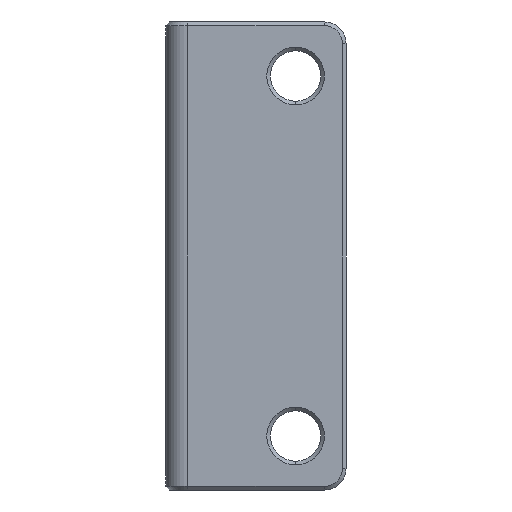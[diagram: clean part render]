
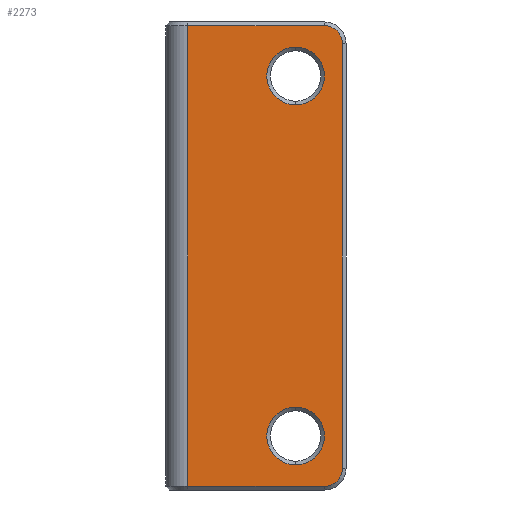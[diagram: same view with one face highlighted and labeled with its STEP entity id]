
A CAD part, front view. The second image highlights one B-rep face of the part: STEP entity #2273.
In plain terms, the highlighted planar face has unit normal (0, -1, 0).
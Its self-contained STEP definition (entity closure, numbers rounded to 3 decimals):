
#1 = VECTOR ( 'NONE', #1475, 1000. ) ;
#87 = CARTESIAN_POINT ( 'NONE',  ( 3., 0., 32. ) ) ;
#123 = EDGE_CURVE ( 'NONE', #2139, #1670, #2146, .T. ) ;
#180 = AXIS2_PLACEMENT_3D ( 'NONE', #1786, #234, #1163 ) ;
#197 = ORIENTED_EDGE ( 'NONE', *, *, #2203, .T. ) ;
#233 = DIRECTION ( 'NONE',  ( 0., -1., 0. ) ) ;
#234 = DIRECTION ( 'NONE',  ( 0., -1., 0. ) ) ;
#294 = CARTESIAN_POINT ( 'NONE',  ( 18., 0., 21. ) ) ;
#338 = CARTESIAN_POINT ( 'NONE',  ( 24.5, 0., 32.5 ) ) ;
#368 = EDGE_CURVE ( 'NONE', #1670, #2139, #2427, .T. ) ;
#371 = FACE_BOUND ( 'NONE', #1043, .T. ) ;
#392 = DIRECTION ( 'NONE',  ( 0., 0., 1. ) ) ;
#470 = AXIS2_PLACEMENT_3D ( 'NONE', #612, #1107, #1717 ) ;
#482 = CARTESIAN_POINT ( 'NONE',  ( 22., 0., -32. ) ) ;
#495 = VECTOR ( 'NONE', #2387, 1000. ) ;
#515 = CIRCLE ( 'NONE', #2158, 4. ) ;
#539 = AXIS2_PLACEMENT_3D ( 'NONE', #1997, #2199, #2185 ) ;
#577 = DIRECTION ( 'NONE',  ( 0., 0., 1. ) ) ;
#612 = CARTESIAN_POINT ( 'NONE',  ( 18., 0., 25. ) ) ;
#636 = VERTEX_POINT ( 'NONE', #1747 ) ;
#678 = VERTEX_POINT ( 'NONE', #482 ) ;
#706 = ORIENTED_EDGE ( 'NONE', *, *, #368, .T. ) ;
#711 = EDGE_CURVE ( 'NONE', #2192, #678, #2238, .T. ) ;
#732 = VERTEX_POINT ( 'NONE', #2149 ) ;
#761 = EDGE_LOOP ( 'NONE', ( #948, #706 ) ) ;
#777 = AXIS2_PLACEMENT_3D ( 'NONE', #1399, #1605, #392 ) ;
#786 = VERTEX_POINT ( 'NONE', #2545 ) ;
#948 = ORIENTED_EDGE ( 'NONE', *, *, #123, .T. ) ;
#968 = EDGE_CURVE ( 'NONE', #1688, #636, #1227, .T. ) ;
#1004 = AXIS2_PLACEMENT_3D ( 'NONE', #2212, #2002, #577 ) ;
#1031 = DIRECTION ( 'NONE',  ( 0., 1., 0. ) ) ;
#1037 = CARTESIAN_POINT ( 'NONE',  ( 18., 0., 29. ) ) ;
#1043 = EDGE_LOOP ( 'NONE', ( #197, #2137 ) ) ;
#1059 = EDGE_CURVE ( 'NONE', #1724, #732, #1985, .T. ) ;
#1093 = ORIENTED_EDGE ( 'NONE', *, *, #1847, .T. ) ;
#1097 = LINE ( 'NONE', #1167, #495 ) ;
#1107 = DIRECTION ( 'NONE',  ( 0., 1., 0. ) ) ;
#1119 = FACE_OUTER_BOUND ( 'NONE', #2299, .T. ) ;
#1124 = DIRECTION ( 'NONE',  ( 0., 0., 1. ) ) ;
#1128 = ORIENTED_EDGE ( 'NONE', *, *, #968, .T. ) ;
#1163 = DIRECTION ( 'NONE',  ( 0., 0., 1. ) ) ;
#1167 = CARTESIAN_POINT ( 'NONE',  ( 3., 0., 32.5 ) ) ;
#1227 = LINE ( 'NONE', #338, #1963 ) ;
#1255 = CIRCLE ( 'NONE', #180, 2.5 ) ;
#1294 = CIRCLE ( 'NONE', #539, 4. ) ;
#1399 = CARTESIAN_POINT ( 'NONE',  ( 18., 0., 25. ) ) ;
#1434 = CARTESIAN_POINT ( 'NONE',  ( 22., 0., -29.5 ) ) ;
#1469 = CARTESIAN_POINT ( 'NONE',  ( 24.5, 0., -29.5 ) ) ;
#1472 = CARTESIAN_POINT ( 'NONE',  ( 22., 0., 32. ) ) ;
#1475 = DIRECTION ( 'NONE',  ( -1., 0., 0. ) ) ;
#1477 = ORIENTED_EDGE ( 'NONE', *, *, #1059, .T. ) ;
#1505 = ORIENTED_EDGE ( 'NONE', *, *, #2484, .T. ) ;
#1605 = DIRECTION ( 'NONE',  ( 0., 1., 0. ) ) ;
#1631 = EDGE_CURVE ( 'NONE', #2046, #786, #1294, .T. ) ;
#1640 = DIRECTION ( 'NONE',  ( 0., 0., 1. ) ) ;
#1670 = VERTEX_POINT ( 'NONE', #1037 ) ;
#1677 = DIRECTION ( 'NONE',  ( 0., 0., 1. ) ) ;
#1688 = VERTEX_POINT ( 'NONE', #1469 ) ;
#1717 = DIRECTION ( 'NONE',  ( 0., 0., 1. ) ) ;
#1724 = VERTEX_POINT ( 'NONE', #1472 ) ;
#1747 = CARTESIAN_POINT ( 'NONE',  ( 24.5, 0., 29.5 ) ) ;
#1786 = CARTESIAN_POINT ( 'NONE',  ( 22., 0., 29.5 ) ) ;
#1847 = EDGE_CURVE ( 'NONE', #732, #2192, #1097, .T. ) ;
#1853 = CARTESIAN_POINT ( 'NONE',  ( 3., 0., -32. ) ) ;
#1881 = CARTESIAN_POINT ( 'NONE',  ( 18., 0., -21. ) ) ;
#1928 = VECTOR ( 'NONE', #2369, 1000. ) ;
#1938 = AXIS2_PLACEMENT_3D ( 'NONE', #1434, #233, #1640 ) ;
#1939 = EDGE_CURVE ( 'NONE', #678, #1688, #2504, .T. ) ;
#1963 = VECTOR ( 'NONE', #1124, 1000. ) ;
#1985 = LINE ( 'NONE', #87, #1 ) ;
#1997 = CARTESIAN_POINT ( 'NONE',  ( 18., 0., -25. ) ) ;
#2002 = DIRECTION ( 'NONE',  ( 0., 1., 0. ) ) ;
#2046 = VERTEX_POINT ( 'NONE', #1881 ) ;
#2137 = ORIENTED_EDGE ( 'NONE', *, *, #1631, .T. ) ;
#2139 = VERTEX_POINT ( 'NONE', #294 ) ;
#2146 = CIRCLE ( 'NONE', #777, 4. ) ;
#2149 = CARTESIAN_POINT ( 'NONE',  ( 3., 0., 32. ) ) ;
#2158 = AXIS2_PLACEMENT_3D ( 'NONE', #2251, #1031, #1677 ) ;
#2171 = ORIENTED_EDGE ( 'NONE', *, *, #711, .T. ) ;
#2185 = DIRECTION ( 'NONE',  ( 0., 0., 1. ) ) ;
#2192 = VERTEX_POINT ( 'NONE', #1853 ) ;
#2199 = DIRECTION ( 'NONE',  ( 0., 1., 0. ) ) ;
#2203 = EDGE_CURVE ( 'NONE', #786, #2046, #515, .T. ) ;
#2212 = CARTESIAN_POINT ( 'NONE',  ( 0., 0., 32.5 ) ) ;
#2238 = LINE ( 'NONE', #2506, #1928 ) ;
#2251 = CARTESIAN_POINT ( 'NONE',  ( 18., 0., -25. ) ) ;
#2273 = ADVANCED_FACE ( 'NONE', ( #371, #2457, #1119 ), #2414, .F. ) ;
#2299 = EDGE_LOOP ( 'NONE', ( #1093, #2171, #2463, #1128, #1505, #1477 ) ) ;
#2369 = DIRECTION ( 'NONE',  ( 1., 0., 0. ) ) ;
#2387 = DIRECTION ( 'NONE',  ( 0., 0., -1. ) ) ;
#2414 = PLANE ( 'NONE',  #1004 ) ;
#2427 = CIRCLE ( 'NONE', #470, 4. ) ;
#2457 = FACE_BOUND ( 'NONE', #761, .T. ) ;
#2463 = ORIENTED_EDGE ( 'NONE', *, *, #1939, .T. ) ;
#2484 = EDGE_CURVE ( 'NONE', #636, #1724, #1255, .T. ) ;
#2504 = CIRCLE ( 'NONE', #1938, 2.5 ) ;
#2506 = CARTESIAN_POINT ( 'NONE',  ( 0., 0., -32. ) ) ;
#2545 = CARTESIAN_POINT ( 'NONE',  ( 18., 0., -29. ) ) ;
